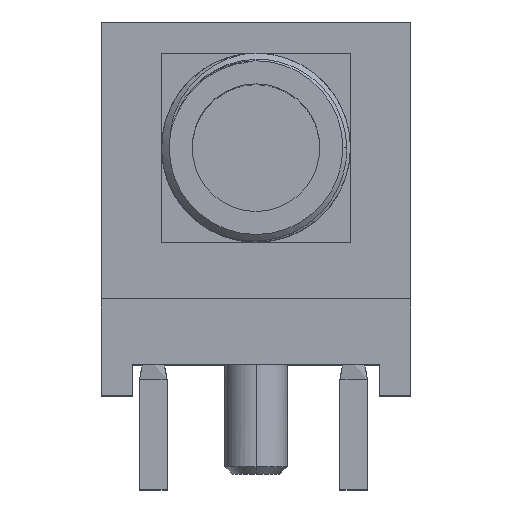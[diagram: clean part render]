
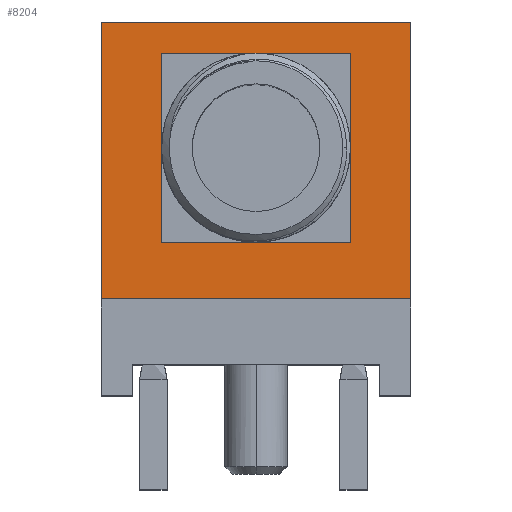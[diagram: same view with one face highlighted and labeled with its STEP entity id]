
A CAD part, top view. The second image highlights one B-rep face of the part: STEP entity #8204.
In plain terms, the highlighted planar face has unit normal (0, 0, 1).
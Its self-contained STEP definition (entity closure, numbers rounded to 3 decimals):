
#3539 = PLANE('',#3540);
#3540 = AXIS2_PLACEMENT_3D('',#3541,#3542,#3543);
#3541 = CARTESIAN_POINT('',(-7.811,6.35,-27.635));
#3542 = DIRECTION('',(0.,1.,0.));
#3543 = DIRECTION('',(0.,0.,1.));
#7775 = PLANE('',#7776);
#7776 = AXIS2_PLACEMENT_3D('',#7777,#7778,#7779);
#7777 = CARTESIAN_POINT('',(-4.763,4.763,0.406));
#7778 = DIRECTION('',(0.,1.,0.));
#7779 = DIRECTION('',(-1.,0.,0.));
#7801 = PLANE('',#7802);
#7802 = AXIS2_PLACEMENT_3D('',#7803,#7804,#7805);
#7803 = CARTESIAN_POINT('',(-4.763,4.763,0.406));
#7804 = DIRECTION('',(-1.,0.,0.));
#7805 = DIRECTION('',(0.,-1.,0.));
#7833 = PLANE('',#7834);
#7834 = AXIS2_PLACEMENT_3D('',#7835,#7836,#7837);
#7835 = CARTESIAN_POINT('',(4.763,4.763,0.406));
#7836 = DIRECTION('',(1.,0.,0.));
#7837 = DIRECTION('',(0.,1.,0.));
#7912 = PLANE('',#7913);
#7913 = AXIS2_PLACEMENT_3D('',#7914,#7915,#7916);
#7914 = CARTESIAN_POINT('',(-4.763,-4.763,0.406));
#7915 = DIRECTION('',(0.,-1.,0.));
#7916 = DIRECTION('',(1.,0.,0.));
#7999 = VERTEX_POINT('',#8000);
#8000 = CARTESIAN_POINT('',(-4.763,4.763,0.));
#8021 = EDGE_CURVE('',#7999,#8022,#8024,.T.);
#8022 = VERTEX_POINT('',#8023);
#8023 = CARTESIAN_POINT('',(-4.763,-4.763,0.));
#8024 = SURFACE_CURVE('',#8025,(#8029,#8036),.PCURVE_S1.);
#8025 = LINE('',#8026,#8027);
#8026 = CARTESIAN_POINT('',(-4.763,4.763,0.));
#8027 = VECTOR('',#8028,1.);
#8028 = DIRECTION('',(0.,-1.,0.));
#8029 = PCURVE('',#7801,#8030);
#8030 = DEFINITIONAL_REPRESENTATION('',(#8031),#8035);
#8031 = LINE('',#8032,#8033);
#8032 = CARTESIAN_POINT('',(0.,-0.406));
#8033 = VECTOR('',#8034,1.);
#8034 = DIRECTION('',(1.,0.));
#8035 = ( GEOMETRIC_REPRESENTATION_CONTEXT(2) 
PARAMETRIC_REPRESENTATION_CONTEXT() REPRESENTATION_CONTEXT('2D SPACE',''
  ) );
#8036 = PCURVE('',#8037,#8042);
#8037 = PLANE('',#8038);
#8038 = AXIS2_PLACEMENT_3D('',#8039,#8040,#8041);
#8039 = CARTESIAN_POINT('',(6.985,5.08,0.));
#8040 = DIRECTION('',(0.,0.,-1.));
#8041 = DIRECTION('',(0.,1.,0.));
#8042 = DEFINITIONAL_REPRESENTATION('',(#8043),#8047);
#8043 = LINE('',#8044,#8045);
#8044 = CARTESIAN_POINT('',(-0.318,-11.748));
#8045 = VECTOR('',#8046,1.);
#8046 = DIRECTION('',(-1.,0.));
#8047 = ( GEOMETRIC_REPRESENTATION_CONTEXT(2) 
PARAMETRIC_REPRESENTATION_CONTEXT() REPRESENTATION_CONTEXT('2D SPACE',''
  ) );
#8076 = VERTEX_POINT('',#8077);
#8077 = CARTESIAN_POINT('',(4.763,4.763,0.));
#8098 = EDGE_CURVE('',#8076,#7999,#8099,.T.);
#8099 = SURFACE_CURVE('',#8100,(#8104,#8111),.PCURVE_S1.);
#8100 = LINE('',#8101,#8102);
#8101 = CARTESIAN_POINT('',(-4.763,4.763,0.));
#8102 = VECTOR('',#8103,1.);
#8103 = DIRECTION('',(-1.,0.,0.));
#8104 = PCURVE('',#7775,#8105);
#8105 = DEFINITIONAL_REPRESENTATION('',(#8106),#8110);
#8106 = LINE('',#8107,#8108);
#8107 = CARTESIAN_POINT('',(0.,-0.406));
#8108 = VECTOR('',#8109,1.);
#8109 = DIRECTION('',(1.,0.));
#8110 = ( GEOMETRIC_REPRESENTATION_CONTEXT(2) 
PARAMETRIC_REPRESENTATION_CONTEXT() REPRESENTATION_CONTEXT('2D SPACE',''
  ) );
#8111 = PCURVE('',#8037,#8112);
#8112 = DEFINITIONAL_REPRESENTATION('',(#8113),#8117);
#8113 = LINE('',#8114,#8115);
#8114 = CARTESIAN_POINT('',(-0.318,-11.748));
#8115 = VECTOR('',#8116,1.);
#8116 = DIRECTION('',(0.,-1.));
#8117 = ( GEOMETRIC_REPRESENTATION_CONTEXT(2) 
PARAMETRIC_REPRESENTATION_CONTEXT() REPRESENTATION_CONTEXT('2D SPACE',''
  ) );
#8126 = VERTEX_POINT('',#8127);
#8127 = CARTESIAN_POINT('',(4.763,-4.763,0.));
#8148 = EDGE_CURVE('',#8126,#8076,#8149,.T.);
#8149 = SURFACE_CURVE('',#8150,(#8154,#8161),.PCURVE_S1.);
#8150 = LINE('',#8151,#8152);
#8151 = CARTESIAN_POINT('',(4.763,4.763,0.));
#8152 = VECTOR('',#8153,1.);
#8153 = DIRECTION('',(0.,1.,0.));
#8154 = PCURVE('',#7833,#8155);
#8155 = DEFINITIONAL_REPRESENTATION('',(#8156),#8160);
#8156 = LINE('',#8157,#8158);
#8157 = CARTESIAN_POINT('',(0.,-0.406));
#8158 = VECTOR('',#8159,1.);
#8159 = DIRECTION('',(1.,0.));
#8160 = ( GEOMETRIC_REPRESENTATION_CONTEXT(2) 
PARAMETRIC_REPRESENTATION_CONTEXT() REPRESENTATION_CONTEXT('2D SPACE',''
  ) );
#8161 = PCURVE('',#8037,#8162);
#8162 = DEFINITIONAL_REPRESENTATION('',(#8163),#8167);
#8163 = LINE('',#8164,#8165);
#8164 = CARTESIAN_POINT('',(-0.318,-2.223));
#8165 = VECTOR('',#8166,1.);
#8166 = DIRECTION('',(1.,0.));
#8167 = ( GEOMETRIC_REPRESENTATION_CONTEXT(2) 
PARAMETRIC_REPRESENTATION_CONTEXT() REPRESENTATION_CONTEXT('2D SPACE',''
  ) );
#8182 = EDGE_CURVE('',#8022,#8126,#8183,.T.);
#8183 = SURFACE_CURVE('',#8184,(#8188,#8195),.PCURVE_S1.);
#8184 = LINE('',#8185,#8186);
#8185 = CARTESIAN_POINT('',(-4.763,-4.763,0.));
#8186 = VECTOR('',#8187,1.);
#8187 = DIRECTION('',(1.,0.,0.));
#8188 = PCURVE('',#7912,#8189);
#8189 = DEFINITIONAL_REPRESENTATION('',(#8190),#8194);
#8190 = LINE('',#8191,#8192);
#8191 = CARTESIAN_POINT('',(0.,-0.406));
#8192 = VECTOR('',#8193,1.);
#8193 = DIRECTION('',(1.,0.));
#8194 = ( GEOMETRIC_REPRESENTATION_CONTEXT(2) 
PARAMETRIC_REPRESENTATION_CONTEXT() REPRESENTATION_CONTEXT('2D SPACE',''
  ) );
#8195 = PCURVE('',#8037,#8196);
#8196 = DEFINITIONAL_REPRESENTATION('',(#8197),#8201);
#8197 = LINE('',#8198,#8199);
#8198 = CARTESIAN_POINT('',(-9.843,-11.748));
#8199 = VECTOR('',#8200,1.);
#8200 = DIRECTION('',(0.,1.));
#8201 = ( GEOMETRIC_REPRESENTATION_CONTEXT(2) 
PARAMETRIC_REPRESENTATION_CONTEXT() REPRESENTATION_CONTEXT('2D SPACE',''
  ) );
#8204 = ADVANCED_FACE('',(#8205,#8211),#8037,.F.);
#8205 = FACE_BOUND('',#8206,.T.);
#8206 = EDGE_LOOP('',(#8207,#8208,#8209,#8210));
#8207 = ORIENTED_EDGE('',*,*,#8148,.F.);
#8208 = ORIENTED_EDGE('',*,*,#8182,.F.);
#8209 = ORIENTED_EDGE('',*,*,#8021,.F.);
#8210 = ORIENTED_EDGE('',*,*,#8098,.F.);
#8211 = FACE_BOUND('',#8212,.T.);
#8212 = EDGE_LOOP('',(#8213,#8243,#8266,#8294));
#8213 = ORIENTED_EDGE('',*,*,#8214,.F.);
#8214 = EDGE_CURVE('',#8215,#8217,#8219,.T.);
#8215 = VERTEX_POINT('',#8216);
#8216 = CARTESIAN_POINT('',(7.811,6.35,0.));
#8217 = VERTEX_POINT('',#8218);
#8218 = CARTESIAN_POINT('',(7.811,-7.62,0.));
#8219 = SURFACE_CURVE('',#8220,(#8224,#8231),.PCURVE_S1.);
#8220 = LINE('',#8221,#8222);
#8221 = CARTESIAN_POINT('',(7.811,5.08,0.));
#8222 = VECTOR('',#8223,1.);
#8223 = DIRECTION('',(0.,-1.,0.));
#8224 = PCURVE('',#8037,#8225);
#8225 = DEFINITIONAL_REPRESENTATION('',(#8226),#8230);
#8226 = LINE('',#8227,#8228);
#8227 = CARTESIAN_POINT('',(0.,0.826));
#8228 = VECTOR('',#8229,1.);
#8229 = DIRECTION('',(-1.,0.));
#8230 = ( GEOMETRIC_REPRESENTATION_CONTEXT(2) 
PARAMETRIC_REPRESENTATION_CONTEXT() REPRESENTATION_CONTEXT('2D SPACE',''
  ) );
#8231 = PCURVE('',#8232,#8237);
#8232 = PLANE('',#8233);
#8233 = AXIS2_PLACEMENT_3D('',#8234,#8235,#8236);
#8234 = CARTESIAN_POINT('',(7.811,-12.497,-27.635));
#8235 = DIRECTION('',(1.,0.,0.));
#8236 = DIRECTION('',(0.,0.,-1.));
#8237 = DEFINITIONAL_REPRESENTATION('',(#8238),#8242);
#8238 = LINE('',#8239,#8240);
#8239 = CARTESIAN_POINT('',(-27.635,17.577));
#8240 = VECTOR('',#8241,1.);
#8241 = DIRECTION('',(0.,-1.));
#8242 = ( GEOMETRIC_REPRESENTATION_CONTEXT(2) 
PARAMETRIC_REPRESENTATION_CONTEXT() REPRESENTATION_CONTEXT('2D SPACE',''
  ) );
#8243 = ORIENTED_EDGE('',*,*,#8244,.F.);
#8244 = EDGE_CURVE('',#8245,#8215,#8247,.T.);
#8245 = VERTEX_POINT('',#8246);
#8246 = CARTESIAN_POINT('',(-7.811,6.35,0.));
#8247 = SURFACE_CURVE('',#8248,(#8252,#8259),.PCURVE_S1.);
#8248 = LINE('',#8249,#8250);
#8249 = CARTESIAN_POINT('',(6.985,6.35,0.));
#8250 = VECTOR('',#8251,1.);
#8251 = DIRECTION('',(1.,0.,0.));
#8252 = PCURVE('',#8037,#8253);
#8253 = DEFINITIONAL_REPRESENTATION('',(#8254),#8258);
#8254 = LINE('',#8255,#8256);
#8255 = CARTESIAN_POINT('',(1.27,0.));
#8256 = VECTOR('',#8257,1.);
#8257 = DIRECTION('',(0.,1.));
#8258 = ( GEOMETRIC_REPRESENTATION_CONTEXT(2) 
PARAMETRIC_REPRESENTATION_CONTEXT() REPRESENTATION_CONTEXT('2D SPACE',''
  ) );
#8259 = PCURVE('',#3539,#8260);
#8260 = DEFINITIONAL_REPRESENTATION('',(#8261),#8265);
#8261 = LINE('',#8262,#8263);
#8262 = CARTESIAN_POINT('',(27.635,14.796));
#8263 = VECTOR('',#8264,1.);
#8264 = DIRECTION('',(0.,1.));
#8265 = ( GEOMETRIC_REPRESENTATION_CONTEXT(2) 
PARAMETRIC_REPRESENTATION_CONTEXT() REPRESENTATION_CONTEXT('2D SPACE',''
  ) );
#8266 = ORIENTED_EDGE('',*,*,#8267,.F.);
#8267 = EDGE_CURVE('',#8268,#8245,#8270,.T.);
#8268 = VERTEX_POINT('',#8269);
#8269 = CARTESIAN_POINT('',(-7.811,-7.62,0.));
#8270 = SURFACE_CURVE('',#8271,(#8275,#8282),.PCURVE_S1.);
#8271 = LINE('',#8272,#8273);
#8272 = CARTESIAN_POINT('',(-7.811,5.08,0.));
#8273 = VECTOR('',#8274,1.);
#8274 = DIRECTION('',(0.,1.,0.));
#8275 = PCURVE('',#8037,#8276);
#8276 = DEFINITIONAL_REPRESENTATION('',(#8277),#8281);
#8277 = LINE('',#8278,#8279);
#8278 = CARTESIAN_POINT('',(0.,-14.796));
#8279 = VECTOR('',#8280,1.);
#8280 = DIRECTION('',(1.,0.));
#8281 = ( GEOMETRIC_REPRESENTATION_CONTEXT(2) 
PARAMETRIC_REPRESENTATION_CONTEXT() REPRESENTATION_CONTEXT('2D SPACE',''
  ) );
#8282 = PCURVE('',#8283,#8288);
#8283 = PLANE('',#8284);
#8284 = AXIS2_PLACEMENT_3D('',#8285,#8286,#8287);
#8285 = CARTESIAN_POINT('',(-7.811,-12.497,-27.635));
#8286 = DIRECTION('',(-1.,0.,0.));
#8287 = DIRECTION('',(0.,0.,1.));
#8288 = DEFINITIONAL_REPRESENTATION('',(#8289),#8293);
#8289 = LINE('',#8290,#8291);
#8290 = CARTESIAN_POINT('',(27.635,17.577));
#8291 = VECTOR('',#8292,1.);
#8292 = DIRECTION('',(0.,1.));
#8293 = ( GEOMETRIC_REPRESENTATION_CONTEXT(2) 
PARAMETRIC_REPRESENTATION_CONTEXT() REPRESENTATION_CONTEXT('2D SPACE',''
  ) );
#8294 = ORIENTED_EDGE('',*,*,#8295,.F.);
#8295 = EDGE_CURVE('',#8217,#8268,#8296,.T.);
#8296 = SURFACE_CURVE('',#8297,(#8301,#8308),.PCURVE_S1.);
#8297 = LINE('',#8298,#8299);
#8298 = CARTESIAN_POINT('',(6.985,-7.62,0.));
#8299 = VECTOR('',#8300,1.);
#8300 = DIRECTION('',(-1.,0.,0.));
#8301 = PCURVE('',#8037,#8302);
#8302 = DEFINITIONAL_REPRESENTATION('',(#8303),#8307);
#8303 = LINE('',#8304,#8305);
#8304 = CARTESIAN_POINT('',(-12.7,0.));
#8305 = VECTOR('',#8306,1.);
#8306 = DIRECTION('',(0.,-1.));
#8307 = ( GEOMETRIC_REPRESENTATION_CONTEXT(2) 
PARAMETRIC_REPRESENTATION_CONTEXT() REPRESENTATION_CONTEXT('2D SPACE',''
  ) );
#8308 = PCURVE('',#8309,#8314);
#8309 = PLANE('',#8310);
#8310 = AXIS2_PLACEMENT_3D('',#8311,#8312,#8313);
#8311 = CARTESIAN_POINT('',(7.811,-7.62,-1.499));
#8312 = DIRECTION('',(0.,1.,0.));
#8313 = DIRECTION('',(0.,0.,1.));
#8314 = DEFINITIONAL_REPRESENTATION('',(#8315),#8319);
#8315 = LINE('',#8316,#8317);
#8316 = CARTESIAN_POINT('',(1.499,-0.826));
#8317 = VECTOR('',#8318,1.);
#8318 = DIRECTION('',(0.,-1.));
#8319 = ( GEOMETRIC_REPRESENTATION_CONTEXT(2) 
PARAMETRIC_REPRESENTATION_CONTEXT() REPRESENTATION_CONTEXT('2D SPACE',''
  ) );
